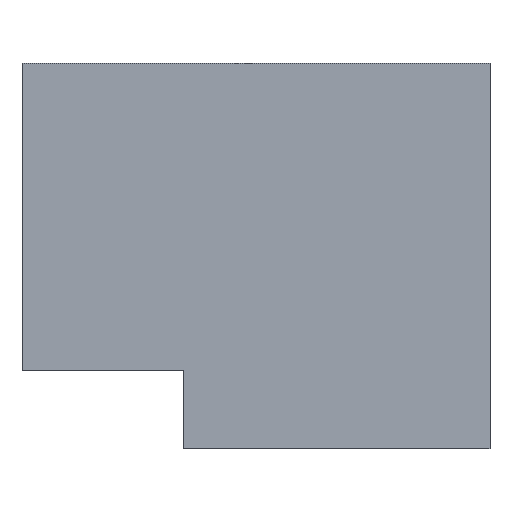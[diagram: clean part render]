
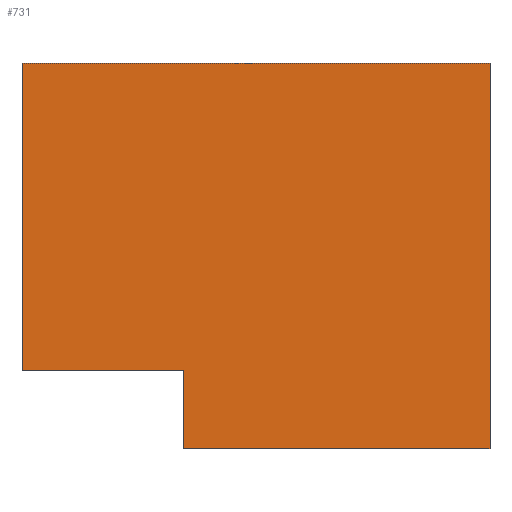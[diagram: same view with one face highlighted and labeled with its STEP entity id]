
A CAD part, left-side view. The second image highlights one B-rep face of the part: STEP entity #731.
In plain terms, the highlighted planar face has unit normal (-1, 0, 0).
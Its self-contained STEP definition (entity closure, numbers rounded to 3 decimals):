
#54=PLANE('',#837);
#117=FACE_OUTER_BOUND('',#175,.T.);
#175=EDGE_LOOP('',(#649,#650,#651,#652,#653,#654));
#221=LINE('',#1226,#272);
#227=LINE('',#1240,#278);
#234=LINE('',#1254,#285);
#237=LINE('',#1259,#288);
#238=LINE('',#1263,#289);
#239=LINE('',#1264,#290);
#272=VECTOR('',#1024,10.);
#278=VECTOR('',#1036,10.);
#285=VECTOR('',#1047,10.);
#288=VECTOR('',#1052,10.);
#289=VECTOR('',#1057,10.);
#290=VECTOR('',#1058,10.);
#385=VERTEX_POINT('',#1223);
#386=VERTEX_POINT('',#1225);
#391=VERTEX_POINT('',#1239);
#396=VERTEX_POINT('',#1253);
#397=VERTEX_POINT('',#1257);
#398=VERTEX_POINT('',#1262);
#470=EDGE_CURVE('',#386,#385,#221,.T.);
#477=EDGE_CURVE('',#391,#386,#227,.T.);
#484=EDGE_CURVE('',#391,#396,#234,.T.);
#487=EDGE_CURVE('',#397,#385,#237,.T.);
#489=EDGE_CURVE('',#397,#398,#238,.T.);
#490=EDGE_CURVE('',#396,#398,#239,.T.);
#649=ORIENTED_EDGE('',*,*,#477,.T.);
#650=ORIENTED_EDGE('',*,*,#470,.T.);
#651=ORIENTED_EDGE('',*,*,#487,.F.);
#652=ORIENTED_EDGE('',*,*,#489,.T.);
#653=ORIENTED_EDGE('',*,*,#490,.F.);
#654=ORIENTED_EDGE('',*,*,#484,.F.);
#731=ADVANCED_FACE('',(#117),#54,.T.);
#837=AXIS2_PLACEMENT_3D('',#1261,#1055,#1056);
#1024=DIRECTION('',(0.,0.,-1.));
#1036=DIRECTION('',(0.,-1.,0.));
#1047=DIRECTION('',(0.,0.,1.));
#1052=DIRECTION('',(0.,1.,0.));
#1055=DIRECTION('center_axis',(-1.,0.,0.));
#1056=DIRECTION('ref_axis',(0.,-1.,0.));
#1057=DIRECTION('',(0.,0.,1.));
#1058=DIRECTION('',(0.,-1.,0.));
#1223=CARTESIAN_POINT('',(-15.875,0.386,0.));
#1225=CARTESIAN_POINT('',(-15.875,0.386,9.));
#1226=CARTESIAN_POINT('',(-15.875,0.386,2.25));
#1239=CARTESIAN_POINT('',(-15.875,18.975,9.));
#1240=CARTESIAN_POINT('',(-15.875,18.975,9.));
#1253=CARTESIAN_POINT('',(-15.875,18.975,44.45));
#1254=CARTESIAN_POINT('',(-15.875,18.975,0.));
#1257=CARTESIAN_POINT('',(-15.875,-35.,0.));
#1259=CARTESIAN_POINT('',(-15.875,-35.,0.));
#1261=CARTESIAN_POINT('Origin',(-15.875,18.975,0.));
#1262=CARTESIAN_POINT('',(-15.875,-35.,44.45));
#1263=CARTESIAN_POINT('',(-15.875,-35.,0.));
#1264=CARTESIAN_POINT('',(-15.875,-35.,44.45));
